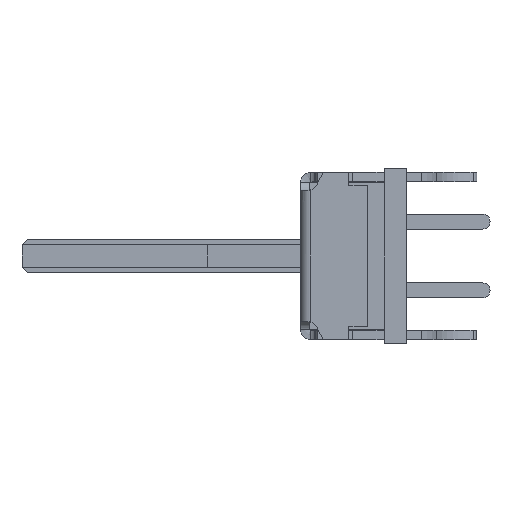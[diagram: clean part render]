
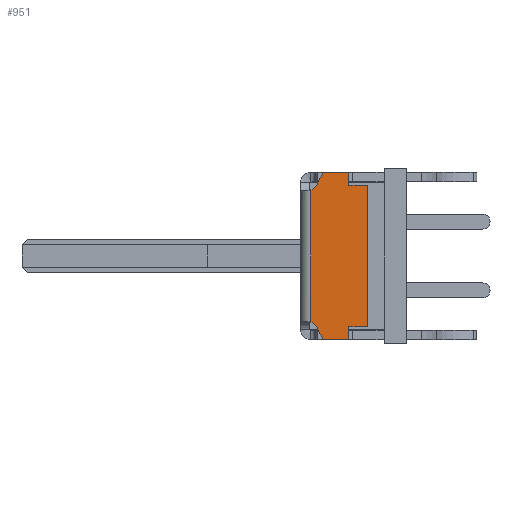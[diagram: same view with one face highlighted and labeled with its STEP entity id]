
A CAD part, left-side view. The second image highlights one B-rep face of the part: STEP entity #951.
In plain terms, the highlighted planar face has unit normal (-1, 0, 0).
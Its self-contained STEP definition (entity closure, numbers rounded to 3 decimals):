
#19 = CARTESIAN_POINT ( 'NONE',  ( -30., 6.15, 4.221 ) ) ;
#187 = DIRECTION ( 'NONE',  ( 0., 0., 1. ) ) ;
#237 = ORIENTED_EDGE ( 'NONE', *, *, #3438, .F. ) ;
#243 = EDGE_CURVE ( 'NONE', #4059, #9313, #5387, .T. ) ;
#289 = CIRCLE ( 'NONE', #9384, 0.65 ) ;
#437 = PLANE ( 'NONE',  #4733 ) ;
#512 = CARTESIAN_POINT ( 'NONE',  ( -30., 3.9, -3.8 ) ) ;
#534 = FACE_OUTER_BOUND ( 'NONE', #2292, .T. ) ;
#537 = CARTESIAN_POINT ( 'NONE',  ( -30., 3.9, 4.5 ) ) ;
#605 = LINE ( 'NONE', #3653, #5080 ) ;
#609 = VECTOR ( 'NONE', #3503, 1000. ) ;
#656 = CARTESIAN_POINT ( 'NONE',  ( -30., 5.95, 0. ) ) ;
#799 = CARTESIAN_POINT ( 'NONE',  ( -30., 5.761, -3.691 ) ) ;
#930 = EDGE_CURVE ( 'NONE', #9382, #1054, #8976, .T. ) ;
#951 = ADVANCED_FACE ( 'NONE', ( #534 ), #437, .T. ) ;
#1054 = VERTEX_POINT ( 'NONE', #3119 ) ;
#1066 = VECTOR ( 'NONE', #1387, 1000. ) ;
#1077 = CARTESIAN_POINT ( 'NONE',  ( -30., 3.9, 4.5 ) ) ;
#1080 = LINE ( 'NONE', #4127, #8258 ) ;
#1153 = CARTESIAN_POINT ( 'NONE',  ( -30., 2.9, 3.8 ) ) ;
#1187 = DIRECTION ( 'NONE',  ( 0., 1., 0. ) ) ;
#1292 = LINE ( 'NONE', #6735, #8603 ) ;
#1301 = EDGE_CURVE ( 'NONE', #5491, #4693, #7818, .T. ) ;
#1305 = VERTEX_POINT ( 'NONE', #1077 ) ;
#1344 = CARTESIAN_POINT ( 'NONE',  ( -30., 3.9, -3.8 ) ) ;
#1387 = DIRECTION ( 'NONE',  ( 0., 1., 0. ) ) ;
#1518 = CARTESIAN_POINT ( 'NONE',  ( -30., 5.283, -4.5 ) ) ;
#1530 = VERTEX_POINT ( 'NONE', #512 ) ;
#1689 = VECTOR ( 'NONE', #8195, 1000. ) ;
#1693 = ORIENTED_EDGE ( 'NONE', *, *, #7666, .T. ) ;
#1709 = AXIS2_PLACEMENT_3D ( 'NONE', #9216, #9310, #5765 ) ;
#1745 = LINE ( 'NONE', #3946, #9650 ) ;
#1847 = EDGE_CURVE ( 'NONE', #1305, #5491, #3685, .T. ) ;
#1980 = VERTEX_POINT ( 'NONE', #3773 ) ;
#2113 = EDGE_CURVE ( 'NONE', #7003, #4059, #1080, .T. ) ;
#2183 = DIRECTION ( 'NONE',  ( 1., 0., 0. ) ) ;
#2288 = ORIENTED_EDGE ( 'NONE', *, *, #1847, .T. ) ;
#2292 = EDGE_LOOP ( 'NONE', ( #1693, #2932, #5899, #9753, #2660, #2288, #4243, #2948, #9276, #8321, #8202, #237, #2300, #6065, #2454, #3753 ) ) ;
#2294 = DIRECTION ( 'NONE',  ( 0., 1., 0. ) ) ;
#2300 = ORIENTED_EDGE ( 'NONE', *, *, #5783, .F. ) ;
#2364 = CARTESIAN_POINT ( 'NONE',  ( -30., 5.95, 3.559 ) ) ;
#2454 = ORIENTED_EDGE ( 'NONE', *, *, #2113, .F. ) ;
#2660 = ORIENTED_EDGE ( 'NONE', *, *, #8818, .F. ) ;
#2766 = CARTESIAN_POINT ( 'NONE',  ( -30., 5.569, -3.929 ) ) ;
#2839 = CARTESIAN_POINT ( 'NONE',  ( -30., 4.726, 4.726 ) ) ;
#2932 = ORIENTED_EDGE ( 'NONE', *, *, #8592, .T. ) ;
#2948 = ORIENTED_EDGE ( 'NONE', *, *, #7947, .T. ) ;
#3019 = EDGE_CURVE ( 'NONE', #1980, #6056, #1745, .T. ) ;
#3033 = DIRECTION ( 'NONE',  ( 0., 0., -1. ) ) ;
#3083 = VERTEX_POINT ( 'NONE', #6489 ) ;
#3119 = CARTESIAN_POINT ( 'NONE',  ( -30., 5.761, 3.691 ) ) ;
#3231 = DIRECTION ( 'NONE',  ( -1., 0., 0. ) ) ;
#3431 = DIRECTION ( 'NONE',  ( -1., 0., 0. ) ) ;
#3438 = EDGE_CURVE ( 'NONE', #6248, #9637, #9666, .T. ) ;
#3503 = DIRECTION ( 'NONE',  ( 0., 0., 1. ) ) ;
#3546 = DIRECTION ( 'NONE',  ( 0., -1., 0. ) ) ;
#3588 = CIRCLE ( 'NONE', #8693, 0.65 ) ;
#3653 = CARTESIAN_POINT ( 'NONE',  ( -30., 2.9, 3.8 ) ) ;
#3685 = LINE ( 'NONE', #537, #1066 ) ;
#3753 = ORIENTED_EDGE ( 'NONE', *, *, #6168, .F. ) ;
#3773 = CARTESIAN_POINT ( 'NONE',  ( -30., 2.9, -3.8 ) ) ;
#3870 = CARTESIAN_POINT ( 'NONE',  ( -30., 5.691, 3.761 ) ) ;
#3936 = VECTOR ( 'NONE', #8074, 1000. ) ;
#3946 = CARTESIAN_POINT ( 'NONE',  ( -30., 2.9, 0. ) ) ;
#3983 = CARTESIAN_POINT ( 'NONE',  ( -30., 6.221, -4.15 ) ) ;
#3985 = DIRECTION ( 'NONE',  ( 0., -1., 0. ) ) ;
#4027 = DIRECTION ( 'NONE',  ( 1., 0., 0. ) ) ;
#4059 = VERTEX_POINT ( 'NONE', #2766 ) ;
#4127 = CARTESIAN_POINT ( 'NONE',  ( -30., 5.283, -4.5 ) ) ;
#4243 = ORIENTED_EDGE ( 'NONE', *, *, #1301, .T. ) ;
#4244 = VERTEX_POINT ( 'NONE', #2364 ) ;
#4398 = CARTESIAN_POINT ( 'NONE',  ( -30., 4.726, -4.726 ) ) ;
#4476 = DIRECTION ( 'NONE',  ( 0., -1., 0. ) ) ;
#4591 = LINE ( 'NONE', #6044, #4888 ) ;
#4608 = EDGE_CURVE ( 'NONE', #1054, #4244, #3588, .T. ) ;
#4693 = VERTEX_POINT ( 'NONE', #6383 ) ;
#4733 = AXIS2_PLACEMENT_3D ( 'NONE', #7333, #3431, #1187 ) ;
#4888 = VECTOR ( 'NONE', #2294, 1000. ) ;
#5080 = VECTOR ( 'NONE', #3546, 1000. ) ;
#5148 = LINE ( 'NONE', #656, #609 ) ;
#5387 = CIRCLE ( 'NONE', #1709, 0.65 ) ;
#5491 = VERTEX_POINT ( 'NONE', #7059 ) ;
#5537 = VECTOR ( 'NONE', #7912, 1000. ) ;
#5620 = CARTESIAN_POINT ( 'NONE',  ( -30., 5.283, 4.5 ) ) ;
#5765 = DIRECTION ( 'NONE',  ( 0., -1., 0. ) ) ;
#5783 = EDGE_CURVE ( 'NONE', #9313, #6248, #9644, .T. ) ;
#5849 = DIRECTION ( 'NONE',  ( 0., 0., 1. ) ) ;
#5899 = ORIENTED_EDGE ( 'NONE', *, *, #3019, .T. ) ;
#5904 = LINE ( 'NONE', #1344, #9057 ) ;
#6044 = CARTESIAN_POINT ( 'NONE',  ( -30., 3.9, -4.5 ) ) ;
#6056 = VERTEX_POINT ( 'NONE', #1153 ) ;
#6065 = ORIENTED_EDGE ( 'NONE', *, *, #243, .F. ) ;
#6168 = EDGE_CURVE ( 'NONE', #7160, #7003, #4591, .T. ) ;
#6248 = VERTEX_POINT ( 'NONE', #799 ) ;
#6311 = AXIS2_PLACEMENT_3D ( 'NONE', #3983, #3231, #9319 ) ;
#6329 = CARTESIAN_POINT ( 'NONE',  ( -30., 6.221, 4.15 ) ) ;
#6383 = CARTESIAN_POINT ( 'NONE',  ( -30., 5.569, 3.929 ) ) ;
#6489 = CARTESIAN_POINT ( 'NONE',  ( -30., 3.9, 3.8 ) ) ;
#6687 = VECTOR ( 'NONE', #3033, 1000. ) ;
#6735 = CARTESIAN_POINT ( 'NONE',  ( -30., 2.9, -3.8 ) ) ;
#6832 = LINE ( 'NONE', #9078, #6687 ) ;
#7003 = VERTEX_POINT ( 'NONE', #1518 ) ;
#7059 = CARTESIAN_POINT ( 'NONE',  ( -30., 5.283, 4.5 ) ) ;
#7160 = VERTEX_POINT ( 'NONE', #9412 ) ;
#7176 = DIRECTION ( 'NONE',  ( 0., 0.449, 0.894 ) ) ;
#7333 = CARTESIAN_POINT ( 'NONE',  ( -30., 0., 0. ) ) ;
#7434 = DIRECTION ( 'NONE',  ( 0., -1., 0. ) ) ;
#7517 = CARTESIAN_POINT ( 'NONE',  ( -30., 5.95, -3.559 ) ) ;
#7666 = EDGE_CURVE ( 'NONE', #7160, #1530, #5904, .T. ) ;
#7673 = CARTESIAN_POINT ( 'NONE',  ( -30., 5.691, -3.761 ) ) ;
#7706 = EDGE_CURVE ( 'NONE', #9637, #4244, #5148, .T. ) ;
#7768 = EDGE_CURVE ( 'NONE', #3083, #6056, #605, .T. ) ;
#7818 = LINE ( 'NONE', #5620, #5537 ) ;
#7912 = DIRECTION ( 'NONE',  ( 0., 0.449, -0.894 ) ) ;
#7947 = EDGE_CURVE ( 'NONE', #4693, #9382, #289, .T. ) ;
#8074 = DIRECTION ( 'NONE',  ( 0., 0.707, -0.707 ) ) ;
#8195 = DIRECTION ( 'NONE',  ( 0., 0.707, 0.707 ) ) ;
#8202 = ORIENTED_EDGE ( 'NONE', *, *, #7706, .F. ) ;
#8258 = VECTOR ( 'NONE', #7176, 1000. ) ;
#8321 = ORIENTED_EDGE ( 'NONE', *, *, #4608, .T. ) ;
#8592 = EDGE_CURVE ( 'NONE', #1530, #1980, #1292, .T. ) ;
#8603 = VECTOR ( 'NONE', #7434, 1000. ) ;
#8693 = AXIS2_PLACEMENT_3D ( 'NONE', #6329, #4027, #3985 ) ;
#8818 = EDGE_CURVE ( 'NONE', #1305, #3083, #6832, .T. ) ;
#8976 = LINE ( 'NONE', #2839, #3936 ) ;
#9057 = VECTOR ( 'NONE', #5849, 1000. ) ;
#9078 = CARTESIAN_POINT ( 'NONE',  ( -30., 3.9, 3.8 ) ) ;
#9216 = CARTESIAN_POINT ( 'NONE',  ( -30., 6.15, -4.221 ) ) ;
#9276 = ORIENTED_EDGE ( 'NONE', *, *, #930, .T. ) ;
#9310 = DIRECTION ( 'NONE',  ( -1., 0., 0. ) ) ;
#9313 = VERTEX_POINT ( 'NONE', #7673 ) ;
#9319 = DIRECTION ( 'NONE',  ( 0., -1., 0. ) ) ;
#9382 = VERTEX_POINT ( 'NONE', #3870 ) ;
#9384 = AXIS2_PLACEMENT_3D ( 'NONE', #19, #2183, #4476 ) ;
#9412 = CARTESIAN_POINT ( 'NONE',  ( -30., 3.9, -4.5 ) ) ;
#9637 = VERTEX_POINT ( 'NONE', #7517 ) ;
#9644 = LINE ( 'NONE', #4398, #1689 ) ;
#9650 = VECTOR ( 'NONE', #187, 1000. ) ;
#9666 = CIRCLE ( 'NONE', #6311, 0.65 ) ;
#9753 = ORIENTED_EDGE ( 'NONE', *, *, #7768, .F. ) ;
